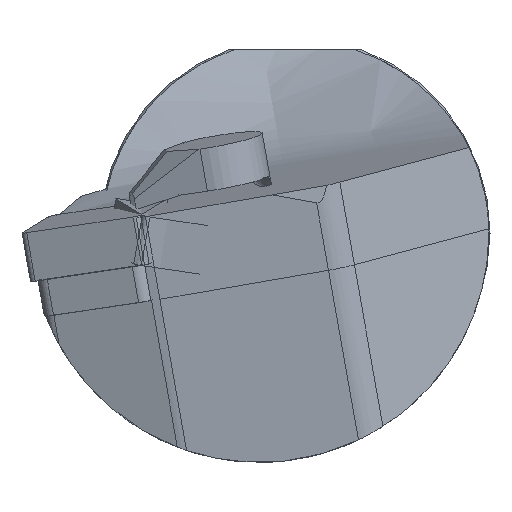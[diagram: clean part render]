
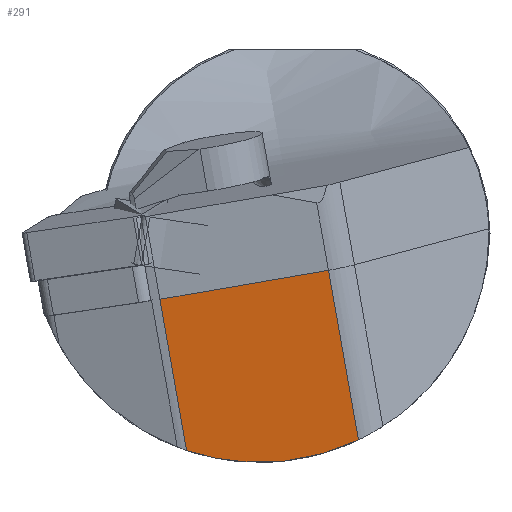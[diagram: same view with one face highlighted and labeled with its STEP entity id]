
A CAD part, left-side view. The second image highlights one B-rep face of the part: STEP entity #291.
In plain terms, the highlighted planar face has unit normal (-0.994, 0.02, -0.11).
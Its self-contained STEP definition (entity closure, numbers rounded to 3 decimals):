
#37=ELLIPSE('',#1514,29.584,29.4);
#291=ADVANCED_FACE('',(#407),#358,.T.);
#358=PLANE('',#1523);
#407=FACE_OUTER_BOUND('',#479,.T.);
#479=EDGE_LOOP('',(#825,#826,#827,#828));
#562=LINE('',#2101,#664);
#565=LINE('',#2109,#667);
#566=LINE('',#2111,#668);
#664=VECTOR('',#1709,1.);
#667=VECTOR('',#1718,1.);
#668=VECTOR('',#1719,1.);
#825=ORIENTED_EDGE('',*,*,#1301,.F.);
#826=ORIENTED_EDGE('',*,*,#1287,.F.);
#827=ORIENTED_EDGE('',*,*,#1297,.T.);
#828=ORIENTED_EDGE('',*,*,#1302,.T.);
#1153=VERTEX_POINT('',#2064);
#1154=VERTEX_POINT('',#2066);
#1161=VERTEX_POINT('',#2102);
#1163=VERTEX_POINT('',#2110);
#1287=EDGE_CURVE('',#1153,#1154,#37,.T.);
#1297=EDGE_CURVE('',#1153,#1161,#562,.T.);
#1301=EDGE_CURVE('',#1154,#1163,#565,.T.);
#1302=EDGE_CURVE('',#1161,#1163,#566,.T.);
#1514=AXIS2_PLACEMENT_3D('',#2065,#1694,#1695);
#1523=AXIS2_PLACEMENT_3D('',#2112,#1720,#1721);
#1694=DIRECTION('',(0.994,-0.02,0.11));
#1695=DIRECTION('',(-0.111,-0.178,0.978));
#1709=DIRECTION('',(-0.105,0.173,0.979));
#1718=DIRECTION('',(-0.105,0.173,0.979));
#1719=DIRECTION('',(0.038,0.985,-0.17));
#1720=DIRECTION('',(-0.994,0.02,-0.11));
#1721=DIRECTION('',(-0.11,0.,0.994));
#2064=CARTESIAN_POINT('',(-224.245,-27.814,-28.136));
#2065=CARTESIAN_POINT('',(-226.915,-15.133,-1.612));
#2066=CARTESIAN_POINT('',(-223.654,-5.782,-29.485));
#2101=CARTESIAN_POINT('',(-279.932,64.189,493.636));
#2102=CARTESIAN_POINT('',(-226.567,-23.978,-6.383));
#2109=CARTESIAN_POINT('',(-279.087,85.802,489.916));
#2110=CARTESIAN_POINT('',(-225.722,-2.365,-10.104));
#2111=CARTESIAN_POINT('',(-226.567,-23.978,-6.383));
#2112=CARTESIAN_POINT('',(-279.932,64.189,493.636));
